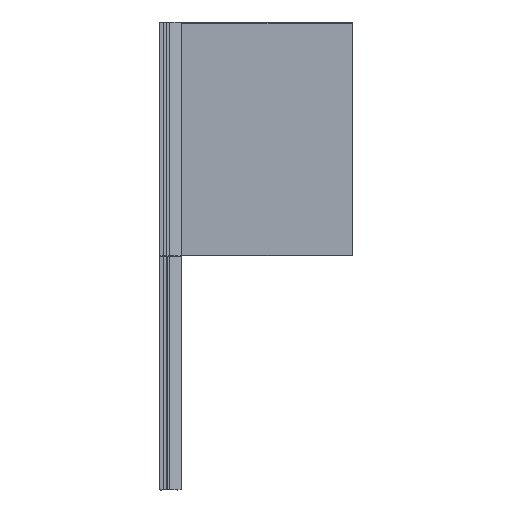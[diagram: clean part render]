
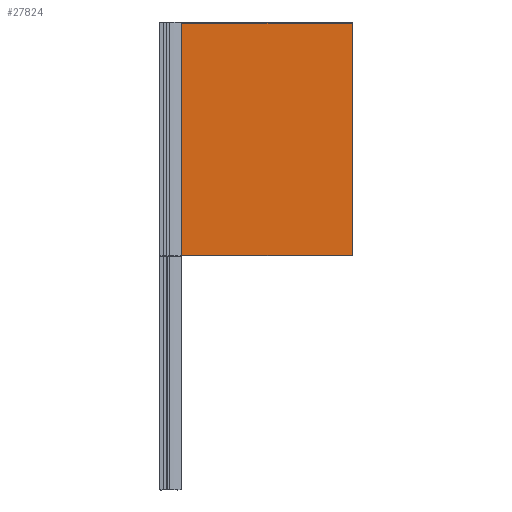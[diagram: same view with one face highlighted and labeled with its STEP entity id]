
A CAD part, front view. The second image highlights one B-rep face of the part: STEP entity #27824.
In plain terms, the highlighted face is planar.
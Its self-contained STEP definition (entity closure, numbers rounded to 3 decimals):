
#2747 = LINE ( 'NONE', #78469, #100925 ) ;
#3309 = CARTESIAN_POINT ( 'NONE',  ( 1., 1., -8.38 ) ) ;
#7082 = DIRECTION ( 'NONE',  ( 1., 0., 0. ) ) ;
#8966 = LINE ( 'NONE', #68665, #103303 ) ;
#9156 = VERTEX_POINT ( 'NONE', #63333 ) ;
#10475 = CIRCLE ( 'NONE', #15659, 12.5 ) ;
#11908 = CARTESIAN_POINT ( 'NONE',  ( 1494., 0., -8.38 ) ) ;
#12095 = ORIENTED_EDGE ( 'NONE', *, *, #69781, .T. ) ;
#14045 = VERTEX_POINT ( 'NONE', #116541 ) ;
#14251 = EDGE_CURVE ( 'NONE', #89340, #42648, #148804, .T. ) ;
#14799 = VECTOR ( 'NONE', #7082, 1000. ) ;
#15659 = AXIS2_PLACEMENT_3D ( 'NONE', #19341, #57975, #107121 ) ;
#19341 = CARTESIAN_POINT ( 'NONE',  ( 1459.5, 39.5, -8.38 ) ) ;
#21662 = ORIENTED_EDGE ( 'NONE', *, *, #145607, .T. ) ;
#23384 = ORIENTED_EDGE ( 'NONE', *, *, #137773, .T. ) ;
#25489 = CARTESIAN_POINT ( 'NONE',  ( 1494., 27., -8.38 ) ) ;
#27174 = PLANE ( 'NONE',  #82069 ) ;
#27639 = CARTESIAN_POINT ( 'NONE',  ( 1494., 1199., -8.38 ) ) ;
#27824 = ADVANCED_FACE ( 'NONE', ( #39244 ), #27174, .T. ) ;
#32576 = VERTEX_POINT ( 'NONE', #67959 ) ;
#32927 = DIRECTION ( 'NONE',  ( 0., 0., 1. ) ) ;
#34209 = CARTESIAN_POINT ( 'NONE',  ( 1495., 27., -8.38 ) ) ;
#36654 = VECTOR ( 'NONE', #124628, 1000. ) ;
#36896 = LINE ( 'NONE', #11908, #135239 ) ;
#38488 = DIRECTION ( 'NONE',  ( 0., -1., 0. ) ) ;
#39244 = FACE_OUTER_BOUND ( 'NONE', #125441, .T. ) ;
#39997 = CARTESIAN_POINT ( 'NONE',  ( 35.5, 52., -8.38 ) ) ;
#40595 = DIRECTION ( 'NONE',  ( 0., 1., 0. ) ) ;
#41926 = AXIS2_PLACEMENT_3D ( 'NONE', #139287, #152160, #113492 ) ;
#42648 = VERTEX_POINT ( 'NONE', #155525 ) ;
#43109 = EDGE_CURVE ( 'NONE', #9156, #62055, #47100, .T. ) ;
#44148 = EDGE_CURVE ( 'NONE', #94774, #9156, #60784, .T. ) ;
#47100 = CIRCLE ( 'NONE', #41926, 12.5 ) ;
#47111 = DIRECTION ( 'NONE',  ( -1., 0., 0. ) ) ;
#47426 = CARTESIAN_POINT ( 'NONE',  ( 35.5, 39.5, -8.38 ) ) ;
#48796 = LINE ( 'NONE', #109210, #95431 ) ;
#48900 = EDGE_CURVE ( 'NONE', #155278, #32576, #113144, .T. ) ;
#50334 = CARTESIAN_POINT ( 'NONE',  ( 0., 27., -8.38 ) ) ;
#53656 = CARTESIAN_POINT ( 'NONE',  ( 0., 52., -8.38 ) ) ;
#53756 = VECTOR ( 'NONE', #154339, 1000. ) ;
#54420 = LINE ( 'NONE', #140652, #53756 ) ;
#55440 = DIRECTION ( 'NONE',  ( 0., -1., 0. ) ) ;
#56165 = VECTOR ( 'NONE', #55440, 1000. ) ;
#57975 = DIRECTION ( 'NONE',  ( 0., 0., -1. ) ) ;
#60093 = VECTOR ( 'NONE', #47111, 1000. ) ;
#60784 = LINE ( 'NONE', #34209, #60093 ) ;
#62055 = VERTEX_POINT ( 'NONE', #97004 ) ;
#63333 = CARTESIAN_POINT ( 'NONE',  ( 1459.5, 27., -8.38 ) ) ;
#65699 = EDGE_CURVE ( 'NONE', #42648, #116667, #48796, .T. ) ;
#65721 = CARTESIAN_POINT ( 'NONE',  ( 1., 27., -8.38 ) ) ;
#67959 = CARTESIAN_POINT ( 'NONE',  ( 35.5, 27., -8.38 ) ) ;
#68665 = CARTESIAN_POINT ( 'NONE',  ( 0., 1., -8.38 ) ) ;
#69781 = EDGE_CURVE ( 'NONE', #96138, #155278, #2747, .T. ) ;
#71016 = VERTEX_POINT ( 'NONE', #104667 ) ;
#73727 = EDGE_CURVE ( 'NONE', #116667, #113269, #54420, .T. ) ;
#73783 = ORIENTED_EDGE ( 'NONE', *, *, #73727, .T. ) ;
#77126 = DIRECTION ( 'NONE',  ( 0., 0., -1. ) ) ;
#78469 = CARTESIAN_POINT ( 'NONE',  ( 1., 1200., -8.38 ) ) ;
#78852 = LINE ( 'NONE', #153776, #56165 ) ;
#78865 = LINE ( 'NONE', #105425, #14799 ) ;
#80911 = VECTOR ( 'NONE', #111556, 1000. ) ;
#82069 = AXIS2_PLACEMENT_3D ( 'NONE', #110196, #77126, #126269 ) ;
#87787 = ORIENTED_EDGE ( 'NONE', *, *, #149233, .F. ) ;
#89340 = VERTEX_POINT ( 'NONE', #39997 ) ;
#94774 = VERTEX_POINT ( 'NONE', #25489 ) ;
#94976 = DIRECTION ( 'NONE',  ( 1., 0., 0. ) ) ;
#95431 = VECTOR ( 'NONE', #134999, 1000. ) ;
#96138 = VERTEX_POINT ( 'NONE', #3309 ) ;
#97004 = CARTESIAN_POINT ( 'NONE',  ( 1447., 39.5, -8.38 ) ) ;
#98672 = ORIENTED_EDGE ( 'NONE', *, *, #48900, .T. ) ;
#100925 = VECTOR ( 'NONE', #40595, 1000. ) ;
#103303 = VECTOR ( 'NONE', #117828, 1000. ) ;
#104667 = CARTESIAN_POINT ( 'NONE',  ( 1459.5, 52., -8.38 ) ) ;
#105270 = CIRCLE ( 'NONE', #118156, 12.5 ) ;
#105425 = CARTESIAN_POINT ( 'NONE',  ( 1495., 52., -8.38 ) ) ;
#106622 = ORIENTED_EDGE ( 'NONE', *, *, #128079, .T. ) ;
#107121 = DIRECTION ( 'NONE',  ( -1., 0., 0. ) ) ;
#109210 = CARTESIAN_POINT ( 'NONE',  ( 1., 1200., -8.38 ) ) ;
#109263 = CARTESIAN_POINT ( 'NONE',  ( 1494., 1., -8.38 ) ) ;
#110196 = CARTESIAN_POINT ( 'NONE',  ( 0., 0., -8.38 ) ) ;
#111556 = DIRECTION ( 'NONE',  ( 1., 0., 0. ) ) ;
#113144 = LINE ( 'NONE', #50334, #80911 ) ;
#113269 = VERTEX_POINT ( 'NONE', #27639 ) ;
#113492 = DIRECTION ( 'NONE',  ( -1., 0., 0. ) ) ;
#115344 = ORIENTED_EDGE ( 'NONE', *, *, #44148, .F. ) ;
#115453 = CARTESIAN_POINT ( 'NONE',  ( 1., 1199., -8.38 ) ) ;
#116541 = CARTESIAN_POINT ( 'NONE',  ( 1494., 52., -8.38 ) ) ;
#116667 = VERTEX_POINT ( 'NONE', #115453 ) ;
#117828 = DIRECTION ( 'NONE',  ( -1., 0., 0. ) ) ;
#118156 = AXIS2_PLACEMENT_3D ( 'NONE', #47426, #32927, #94976 ) ;
#124412 = EDGE_CURVE ( 'NONE', #32576, #89340, #105270, .T. ) ;
#124628 = DIRECTION ( 'NONE',  ( -1., 0., 0. ) ) ;
#125441 = EDGE_LOOP ( 'NONE', ( #12095, #98672, #148285, #137963, #146782, #73783, #23384, #127576, #87787, #133005, #115344, #21662, #106622 ) ) ;
#126269 = DIRECTION ( 'NONE',  ( -1., 0., 0. ) ) ;
#127576 = ORIENTED_EDGE ( 'NONE', *, *, #155609, .F. ) ;
#128079 = EDGE_CURVE ( 'NONE', #157492, #96138, #8966, .T. ) ;
#133005 = ORIENTED_EDGE ( 'NONE', *, *, #43109, .F. ) ;
#134999 = DIRECTION ( 'NONE',  ( 0., 1., 0. ) ) ;
#135239 = VECTOR ( 'NONE', #38488, 1000. ) ;
#137773 = EDGE_CURVE ( 'NONE', #113269, #14045, #36896, .T. ) ;
#137963 = ORIENTED_EDGE ( 'NONE', *, *, #14251, .T. ) ;
#139287 = CARTESIAN_POINT ( 'NONE',  ( 1459.5, 39.5, -8.38 ) ) ;
#140652 = CARTESIAN_POINT ( 'NONE',  ( 1495., 1199., -8.38 ) ) ;
#145607 = EDGE_CURVE ( 'NONE', #94774, #157492, #78852, .T. ) ;
#146782 = ORIENTED_EDGE ( 'NONE', *, *, #65699, .T. ) ;
#148285 = ORIENTED_EDGE ( 'NONE', *, *, #124412, .T. ) ;
#148804 = LINE ( 'NONE', #53656, #36654 ) ;
#149233 = EDGE_CURVE ( 'NONE', #62055, #71016, #10475, .T. ) ;
#152160 = DIRECTION ( 'NONE',  ( 0., 0., -1. ) ) ;
#153776 = CARTESIAN_POINT ( 'NONE',  ( 1494., 0., -8.38 ) ) ;
#154339 = DIRECTION ( 'NONE',  ( 1., 0., 0. ) ) ;
#155278 = VERTEX_POINT ( 'NONE', #65721 ) ;
#155525 = CARTESIAN_POINT ( 'NONE',  ( 1., 52., -8.38 ) ) ;
#155609 = EDGE_CURVE ( 'NONE', #71016, #14045, #78865, .T. ) ;
#157492 = VERTEX_POINT ( 'NONE', #109263 ) ;
